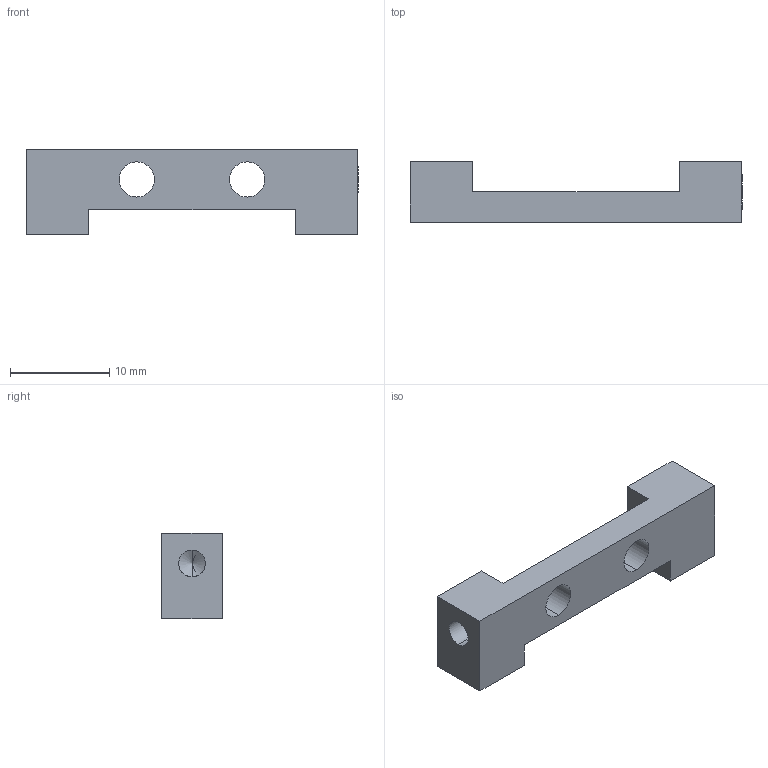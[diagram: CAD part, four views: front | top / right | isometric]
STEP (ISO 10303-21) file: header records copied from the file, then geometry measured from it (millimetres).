
FILE_DESCRIPTION (( 'STEP AP203' ), '1' );
FILE_NAME ('585596.STEP', '2014-10-29T20:41:39', ( 'Kyle' ), ( 'Microsoft' ), 'SwSTEP 2.0', 'SolidWorks 2014', '' );
FILE_SCHEMA (( 'CONFIG_CONTROL_DESIGN' ));
Length unit declared in the file: inch
Products named in the file (1): 585596
Bounding box: 33.53 x 6.1 x 8.63 mm (x, y, z)
Volume: 877.2 mm3; surface area: 1105.2 mm2
Topology: 1 solids, 1 shells, 28 faces, 80 edges, 50 vertices
Faces by surface type: cylinder 12, plane 12, cone 4
Entity records: 979 total; most frequent: CARTESIAN_POINT 179, ORIENTED_EDGE 152, DIRECTION 146, EDGE_CURVE 76, VERTEX_POINT 50, AXIS2_PLACEMENT_3D 49, VECTOR 48, LINE 48
